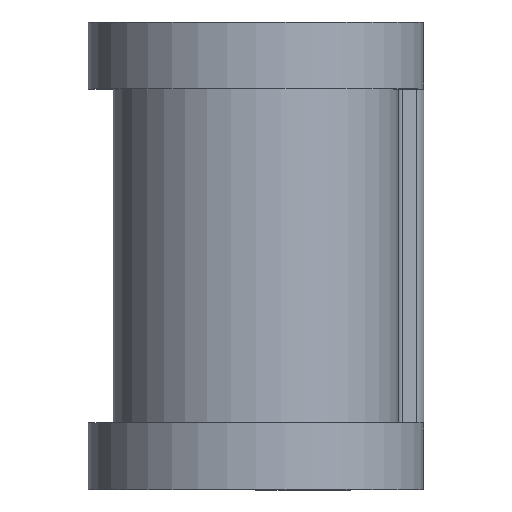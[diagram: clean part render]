
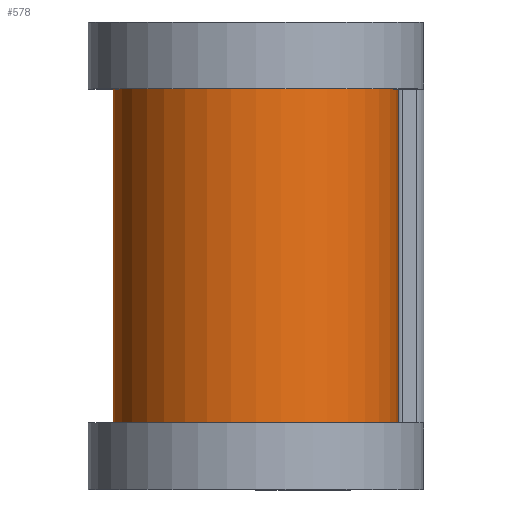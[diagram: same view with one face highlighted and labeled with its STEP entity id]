
A CAD part, top view. The second image highlights one B-rep face of the part: STEP entity #578.
In plain terms, the highlighted cylindrical face has radius 8.687 mm (diameter 17.374 mm), a partial arc.
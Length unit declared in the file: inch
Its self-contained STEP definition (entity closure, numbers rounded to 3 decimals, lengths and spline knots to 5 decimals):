
#67 = CIRCLE ( 'NONE', #1072, 0.342 ) ;
#163 = CARTESIAN_POINT ( 'NONE',  ( 0., 0.4, -0.342 ) ) ;
#245 = CYLINDRICAL_SURFACE ( 'NONE', #1478, 0.342 ) ;
#290 = LINE ( 'NONE', #784, #1670 ) ;
#303 = CARTESIAN_POINT ( 'NONE',  ( 0., 0.4, 0. ) ) ;
#305 = ORIENTED_EDGE ( 'NONE', *, *, #815, .T. ) ;
#344 = CARTESIAN_POINT ( 'NONE',  ( 0., 0.5, 0. ) ) ;
#363 = LINE ( 'NONE', #657, #1736 ) ;
#365 = CARTESIAN_POINT ( 'NONE',  ( 0., -0.4, -0.342 ) ) ;
#380 = CIRCLE ( 'NONE', #955, 0.342 ) ;
#397 = EDGE_LOOP ( 'NONE', ( #1429, #732, #305, #1568 ) ) ;
#454 = DIRECTION ( 'NONE',  ( 0., -1., 0. ) ) ;
#460 = DIRECTION ( 'NONE',  ( 0., 0., -1. ) ) ;
#470 = DIRECTION ( 'NONE',  ( 0., -1., 0. ) ) ;
#484 = CARTESIAN_POINT ( 'NONE',  ( 0.342, 0.4, 0. ) ) ;
#569 = DIRECTION ( 'NONE',  ( 0., 0., -1. ) ) ;
#578 = ADVANCED_FACE ( 'NONE', ( #1321 ), #245, .T. ) ;
#585 = VERTEX_POINT ( 'NONE', #724 ) ;
#657 = CARTESIAN_POINT ( 'NONE',  ( 0., 0.5, -0.342 ) ) ;
#724 = CARTESIAN_POINT ( 'NONE',  ( 0.342, -0.4, 0. ) ) ;
#732 = ORIENTED_EDGE ( 'NONE', *, *, #1227, .T. ) ;
#747 = CARTESIAN_POINT ( 'NONE',  ( 0., -0.4, 0. ) ) ;
#753 = EDGE_CURVE ( 'NONE', #585, #1516, #67, .T. ) ;
#784 = CARTESIAN_POINT ( 'NONE',  ( 0.342, 0.5, 0. ) ) ;
#788 = DIRECTION ( 'NONE',  ( 0., 0., -1. ) ) ;
#815 = EDGE_CURVE ( 'NONE', #1285, #1516, #363, .T. ) ;
#874 = DIRECTION ( 'NONE',  ( 0., -1., 0. ) ) ;
#955 = AXIS2_PLACEMENT_3D ( 'NONE', #303, #1242, #460 ) ;
#1040 = DIRECTION ( 'NONE',  ( 0., -1., 0. ) ) ;
#1072 = AXIS2_PLACEMENT_3D ( 'NONE', #747, #874, #788 ) ;
#1227 = EDGE_CURVE ( 'NONE', #1372, #1285, #380, .T. ) ;
#1242 = DIRECTION ( 'NONE',  ( 0., -1., 0. ) ) ;
#1285 = VERTEX_POINT ( 'NONE', #163 ) ;
#1311 = EDGE_CURVE ( 'NONE', #1372, #585, #290, .T. ) ;
#1321 = FACE_OUTER_BOUND ( 'NONE', #397, .T. ) ;
#1372 = VERTEX_POINT ( 'NONE', #484 ) ;
#1429 = ORIENTED_EDGE ( 'NONE', *, *, #1311, .F. ) ;
#1478 = AXIS2_PLACEMENT_3D ( 'NONE', #344, #454, #569 ) ;
#1516 = VERTEX_POINT ( 'NONE', #365 ) ;
#1568 = ORIENTED_EDGE ( 'NONE', *, *, #753, .F. ) ;
#1670 = VECTOR ( 'NONE', #470, 39.37008 ) ;
#1736 = VECTOR ( 'NONE', #1040, 39.37008 ) ;
